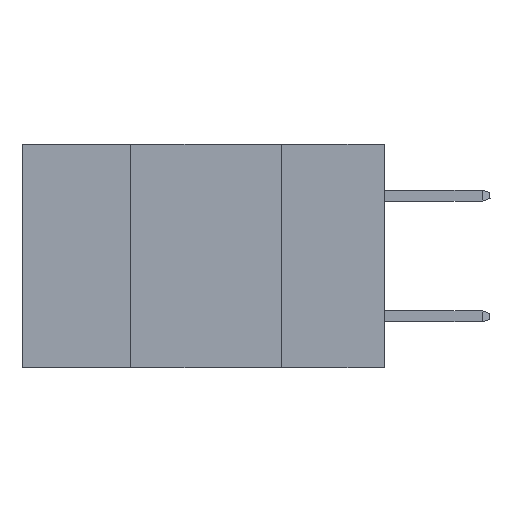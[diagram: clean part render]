
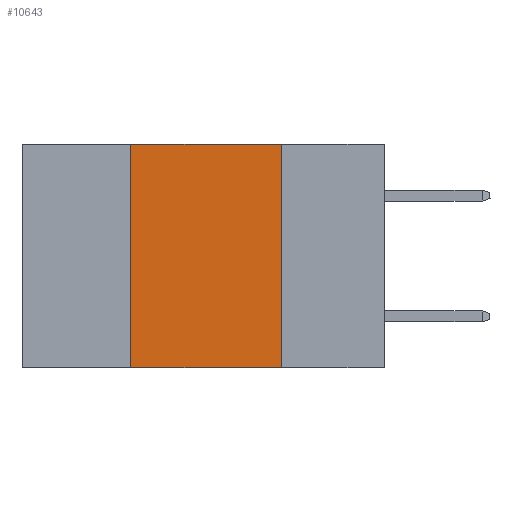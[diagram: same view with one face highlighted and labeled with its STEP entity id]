
A CAD part, left-side view. The second image highlights one B-rep face of the part: STEP entity #10643.
In plain terms, the highlighted planar face has unit normal (-1, 0, 0).
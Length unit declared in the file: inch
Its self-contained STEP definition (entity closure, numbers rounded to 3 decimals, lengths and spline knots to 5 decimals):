
#1747 = ORIENTED_EDGE ( 'NONE', *, *, #13479, .F. ) ;
#3253 = VERTEX_POINT ( 'NONE', #27527 ) ;
#3444 = VECTOR ( 'NONE', #12769, 39.37008 ) ;
#4104 = LINE ( 'NONE', #4167, #3444 ) ;
#4167 = CARTESIAN_POINT ( 'NONE',  ( 0., 0.6, 0. ) ) ;
#6002 = LINE ( 'NONE', #20843, #27813 ) ;
#6403 = PLANE ( 'NONE',  #27594 ) ;
#9995 = DIRECTION ( 'NONE',  ( 0., 0., 1. ) ) ;
#10643 = ADVANCED_FACE ( 'NONE', ( #11509 ), #6403, .F. ) ;
#10749 = DIRECTION ( 'NONE',  ( 1., 0., 0. ) ) ;
#10756 = ORIENTED_EDGE ( 'NONE', *, *, #22595, .F. ) ;
#11509 = FACE_OUTER_BOUND ( 'NONE', #12601, .T. ) ;
#12043 = EDGE_CURVE ( 'NONE', #13978, #3253, #6002, .T. ) ;
#12601 = EDGE_LOOP ( 'NONE', ( #1747, #10756, #26795, #14401 ) ) ;
#12689 = VECTOR ( 'NONE', #21249, 39.37008 ) ;
#12769 = DIRECTION ( 'NONE',  ( 0., -1., 0. ) ) ;
#13479 = EDGE_CURVE ( 'NONE', #26025, #23020, #18436, .T. ) ;
#13977 = CARTESIAN_POINT ( 'NONE',  ( 0., 0.17, -0.37 ) ) ;
#13978 = VERTEX_POINT ( 'NONE', #25224 ) ;
#14401 = ORIENTED_EDGE ( 'NONE', *, *, #23743, .T. ) ;
#18436 = LINE ( 'NONE', #27757, #12689 ) ;
#19434 = CARTESIAN_POINT ( 'NONE',  ( 0., 0.17, 0. ) ) ;
#20181 = CARTESIAN_POINT ( 'NONE',  ( 0., 0.6, -0.37 ) ) ;
#20843 = CARTESIAN_POINT ( 'NONE',  ( 0., 0.42, 0. ) ) ;
#21249 = DIRECTION ( 'NONE',  ( 0., 0., -1. ) ) ;
#22595 = EDGE_CURVE ( 'NONE', #3253, #26025, #4104, .T. ) ;
#23020 = VERTEX_POINT ( 'NONE', #13977 ) ;
#23743 = EDGE_CURVE ( 'NONE', #13978, #23020, #24785, .T. ) ;
#23830 = CARTESIAN_POINT ( 'NONE',  ( 0., 0.6, 0. ) ) ;
#24116 = VECTOR ( 'NONE', #24691, 39.37008 ) ;
#24691 = DIRECTION ( 'NONE',  ( 0., -1., 0. ) ) ;
#24785 = LINE ( 'NONE', #20181, #24116 ) ;
#25224 = CARTESIAN_POINT ( 'NONE',  ( 0., 0.42, -0.37 ) ) ;
#26025 = VERTEX_POINT ( 'NONE', #19434 ) ;
#26032 = DIRECTION ( 'NONE',  ( 0., 0., -1. ) ) ;
#26795 = ORIENTED_EDGE ( 'NONE', *, *, #12043, .F. ) ;
#27527 = CARTESIAN_POINT ( 'NONE',  ( 0., 0.42, 0. ) ) ;
#27594 = AXIS2_PLACEMENT_3D ( 'NONE', #23830, #10749, #26032 ) ;
#27757 = CARTESIAN_POINT ( 'NONE',  ( 0., 0.17, 0. ) ) ;
#27813 = VECTOR ( 'NONE', #9995, 39.37008 ) ;
